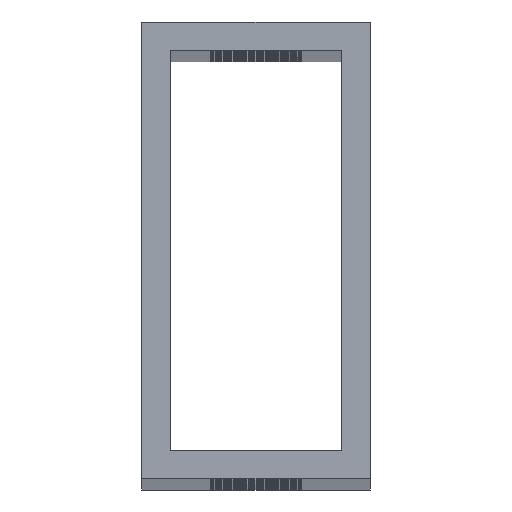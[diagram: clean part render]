
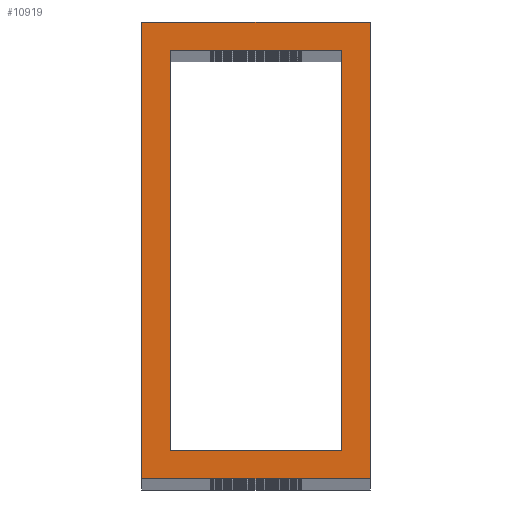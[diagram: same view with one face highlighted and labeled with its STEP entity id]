
A CAD part, top view. The second image highlights one B-rep face of the part: STEP entity #10919.
In plain terms, the highlighted planar face has unit normal (0, 0, 1).
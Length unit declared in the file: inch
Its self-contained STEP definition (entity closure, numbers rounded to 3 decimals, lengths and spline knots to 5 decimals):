
#76 = FACE_BOUND ( 'NONE', #8287, .T. ) ;
#143 = VECTOR ( 'NONE', #8997, 39.37008 ) ;
#756 = VERTEX_POINT ( 'NONE', #12149 ) ;
#970 = LINE ( 'NONE', #12619, #4484 ) ;
#1287 = CARTESIAN_POINT ( 'NONE',  ( 0.4375, 0.9375, 14. ) ) ;
#1611 = DIRECTION ( 'NONE',  ( 0., 1., 0. ) ) ;
#1894 = PLANE ( 'NONE',  #12476 ) ;
#2069 = CARTESIAN_POINT ( 'NONE',  ( 0.0625, 0.0625, 14. ) ) ;
#2101 = CARTESIAN_POINT ( 'NONE',  ( 0.0625, 0.9375, 14. ) ) ;
#2589 = CARTESIAN_POINT ( 'NONE',  ( 0.5, 0., 14. ) ) ;
#2610 = VECTOR ( 'NONE', #6224, 39.37008 ) ;
#2834 = VERTEX_POINT ( 'NONE', #5260 ) ;
#2836 = EDGE_CURVE ( 'NONE', #2834, #9823, #7989, .T. ) ;
#2924 = DIRECTION ( 'NONE',  ( 0., -1., 0. ) ) ;
#2976 = CARTESIAN_POINT ( 'NONE',  ( 0.5, 0., 14. ) ) ;
#3082 = LINE ( 'NONE', #6111, #7940 ) ;
#3122 = DIRECTION ( 'NONE',  ( 0., 0., -1. ) ) ;
#3268 = VERTEX_POINT ( 'NONE', #7192 ) ;
#3676 = VERTEX_POINT ( 'NONE', #2069 ) ;
#3843 = EDGE_LOOP ( 'NONE', ( #12426, #4284, #11400, #6425 ) ) ;
#4103 = LINE ( 'NONE', #2101, #2610 ) ;
#4166 = EDGE_CURVE ( 'NONE', #7673, #10461, #4103, .T. ) ;
#4284 = ORIENTED_EDGE ( 'NONE', *, *, #2836, .T. ) ;
#4418 = VERTEX_POINT ( 'NONE', #7845 ) ;
#4484 = VECTOR ( 'NONE', #5704, 39.37008 ) ;
#4765 = VECTOR ( 'NONE', #2924, 39.37008 ) ;
#4797 = EDGE_CURVE ( 'NONE', #756, #4418, #970, .T. ) ;
#4943 = EDGE_CURVE ( 'NONE', #3268, #7673, #5171, .T. ) ;
#4968 = VECTOR ( 'NONE', #1611, 39.37008 ) ;
#4995 = DIRECTION ( 'NONE',  ( -1., 0., 0. ) ) ;
#5171 = LINE ( 'NONE', #1287, #143 ) ;
#5260 = CARTESIAN_POINT ( 'NONE',  ( 0., 0., 14. ) ) ;
#5704 = DIRECTION ( 'NONE',  ( -1., 0., 0. ) ) ;
#5734 = LINE ( 'NONE', #12650, #9120 ) ;
#5864 = EDGE_CURVE ( 'NONE', #3676, #3268, #3082, .T. ) ;
#6111 = CARTESIAN_POINT ( 'NONE',  ( 0.0625, 0.0625, 14. ) ) ;
#6224 = DIRECTION ( 'NONE',  ( -1., 0., 0. ) ) ;
#6425 = ORIENTED_EDGE ( 'NONE', *, *, #4797, .T. ) ;
#6589 = ORIENTED_EDGE ( 'NONE', *, *, #5864, .F. ) ;
#6826 = CARTESIAN_POINT ( 'NONE',  ( 0.0625, 0.9375, 14. ) ) ;
#7096 = ORIENTED_EDGE ( 'NONE', *, *, #4943, .F. ) ;
#7143 = CARTESIAN_POINT ( 'NONE',  ( 0., 0., 14. ) ) ;
#7192 = CARTESIAN_POINT ( 'NONE',  ( 0.4375, 0.0625, 14. ) ) ;
#7673 = VERTEX_POINT ( 'NONE', #11802 ) ;
#7838 = LINE ( 'NONE', #11176, #4765 ) ;
#7845 = CARTESIAN_POINT ( 'NONE',  ( 0., 1., 14. ) ) ;
#7912 = EDGE_CURVE ( 'NONE', #4418, #2834, #7838, .T. ) ;
#7940 = VECTOR ( 'NONE', #10850, 39.37008 ) ;
#7989 = LINE ( 'NONE', #7143, #11421 ) ;
#8287 = EDGE_LOOP ( 'NONE', ( #9692, #12783, #7096, #6589 ) ) ;
#8850 = EDGE_CURVE ( 'NONE', #9823, #756, #9748, .T. ) ;
#8997 = DIRECTION ( 'NONE',  ( 0., 1., 0. ) ) ;
#9120 = VECTOR ( 'NONE', #9675, 39.37008 ) ;
#9675 = DIRECTION ( 'NONE',  ( 0., -1., 0. ) ) ;
#9692 = ORIENTED_EDGE ( 'NONE', *, *, #11753, .F. ) ;
#9748 = LINE ( 'NONE', #2589, #4968 ) ;
#9823 = VERTEX_POINT ( 'NONE', #2976 ) ;
#10461 = VERTEX_POINT ( 'NONE', #6826 ) ;
#10850 = DIRECTION ( 'NONE',  ( 1., 0., 0. ) ) ;
#10919 = ADVANCED_FACE ( 'NONE', ( #11925, #76 ), #1894, .F. ) ;
#11176 = CARTESIAN_POINT ( 'NONE',  ( 0., 0., 14. ) ) ;
#11400 = ORIENTED_EDGE ( 'NONE', *, *, #8850, .T. ) ;
#11421 = VECTOR ( 'NONE', #12181, 39.37008 ) ;
#11753 = EDGE_CURVE ( 'NONE', #10461, #3676, #5734, .T. ) ;
#11802 = CARTESIAN_POINT ( 'NONE',  ( 0.4375, 0.9375, 14. ) ) ;
#11925 = FACE_OUTER_BOUND ( 'NONE', #3843, .T. ) ;
#11979 = CARTESIAN_POINT ( 'NONE',  ( 0., 0., 14. ) ) ;
#12149 = CARTESIAN_POINT ( 'NONE',  ( 0.5, 1., 14. ) ) ;
#12181 = DIRECTION ( 'NONE',  ( 1., 0., 0. ) ) ;
#12426 = ORIENTED_EDGE ( 'NONE', *, *, #7912, .T. ) ;
#12476 = AXIS2_PLACEMENT_3D ( 'NONE', #11979, #3122, #4995 ) ;
#12619 = CARTESIAN_POINT ( 'NONE',  ( 0., 1., 14. ) ) ;
#12650 = CARTESIAN_POINT ( 'NONE',  ( 0.0625, 0.9375, 14. ) ) ;
#12783 = ORIENTED_EDGE ( 'NONE', *, *, #4166, .F. ) ;
